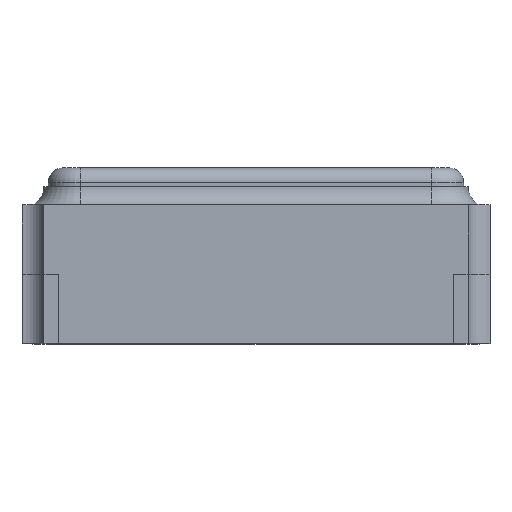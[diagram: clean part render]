
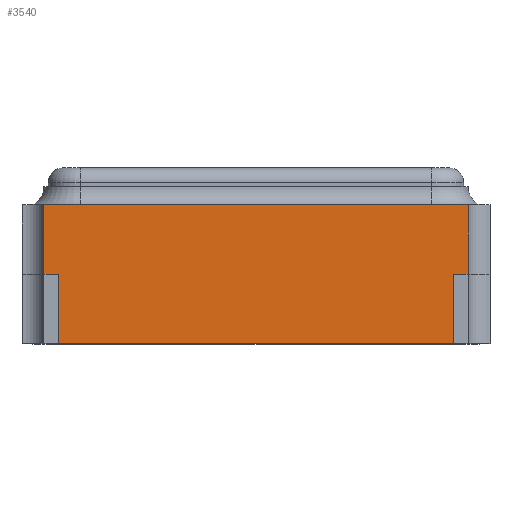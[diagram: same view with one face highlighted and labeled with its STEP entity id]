
A CAD part, top view. The second image highlights one B-rep face of the part: STEP entity #3540.
In plain terms, the highlighted planar face has unit normal (0, 0, 1).
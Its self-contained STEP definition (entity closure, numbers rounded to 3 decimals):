
#71 = VERTEX_POINT ( 'NONE', #1497 ) ;
#140 = VERTEX_POINT ( 'NONE', #408 ) ;
#176 = EDGE_CURVE ( 'NONE', #140, #893, #2284, .T. ) ;
#220 = CARTESIAN_POINT ( 'NONE',  ( -1.35, 0.473, 1.25 ) ) ;
#287 = ORIENTED_EDGE ( 'NONE', *, *, #4248, .F. ) ;
#292 = CARTESIAN_POINT ( 'NONE',  ( 0., 0.945, 1.25 ) ) ;
#361 = VERTEX_POINT ( 'NONE', #1190 ) ;
#408 = CARTESIAN_POINT ( 'NONE',  ( 1.35, 0.473, 1.25 ) ) ;
#436 = DIRECTION ( 'NONE',  ( 0., -1., 0. ) ) ;
#558 = LINE ( 'NONE', #3205, #2516 ) ;
#584 = CARTESIAN_POINT ( 'NONE',  ( -1.45, 0.473, 1.25 ) ) ;
#592 = LINE ( 'NONE', #1319, #4195 ) ;
#714 = PLANE ( 'NONE',  #2833 ) ;
#893 = VERTEX_POINT ( 'NONE', #2769 ) ;
#1062 = ORIENTED_EDGE ( 'NONE', *, *, #1841, .F. ) ;
#1098 = ORIENTED_EDGE ( 'NONE', *, *, #1768, .T. ) ;
#1124 = DIRECTION ( 'NONE',  ( 0., 0., -1. ) ) ;
#1190 = CARTESIAN_POINT ( 'NONE',  ( -1.45, 0.947, 1.25 ) ) ;
#1218 = CARTESIAN_POINT ( 'NONE',  ( 1.45, 0.945, 1.25 ) ) ;
#1316 = ORIENTED_EDGE ( 'NONE', *, *, #1925, .F. ) ;
#1319 = CARTESIAN_POINT ( 'NONE',  ( 0., 0.473, 1.25 ) ) ;
#1335 = VECTOR ( 'NONE', #4445, 1000. ) ;
#1497 = CARTESIAN_POINT ( 'NONE',  ( 1.45, 0.473, 1.25 ) ) ;
#1554 = ORIENTED_EDGE ( 'NONE', *, *, #4205, .F. ) ;
#1754 = LINE ( 'NONE', #4699, #4272 ) ;
#1768 = EDGE_CURVE ( 'NONE', #4801, #893, #3441, .T. ) ;
#1826 = VERTEX_POINT ( 'NONE', #3213 ) ;
#1841 = EDGE_CURVE ( 'NONE', #361, #3964, #4361, .T. ) ;
#1925 = EDGE_CURVE ( 'NONE', #71, #140, #1754, .T. ) ;
#1959 = VECTOR ( 'NONE', #1992, 1000. ) ;
#1992 = DIRECTION ( 'NONE',  ( 0., -1., 0. ) ) ;
#2025 = VERTEX_POINT ( 'NONE', #584 ) ;
#2029 = DIRECTION ( 'NONE',  ( -1., 0., 0. ) ) ;
#2041 = EDGE_CURVE ( 'NONE', #361, #2025, #558, .T. ) ;
#2284 = LINE ( 'NONE', #4520, #4078 ) ;
#2309 = LINE ( 'NONE', #1218, #1335 ) ;
#2311 = DIRECTION ( 'NONE',  ( 1., 0., 0. ) ) ;
#2516 = VECTOR ( 'NONE', #3228, 1000. ) ;
#2769 = CARTESIAN_POINT ( 'NONE',  ( 1.35, 0., 1.25 ) ) ;
#2827 = VECTOR ( 'NONE', #4105, 1000. ) ;
#2833 = AXIS2_PLACEMENT_3D ( 'NONE', #292, #1124, #3664 ) ;
#3184 = VECTOR ( 'NONE', #2311, 1000. ) ;
#3205 = CARTESIAN_POINT ( 'NONE',  ( -1.45, 0.945, 1.25 ) ) ;
#3213 = CARTESIAN_POINT ( 'NONE',  ( -1.35, 0.473, 1.25 ) ) ;
#3228 = DIRECTION ( 'NONE',  ( 0., -1., 0. ) ) ;
#3326 = EDGE_CURVE ( 'NONE', #1826, #4801, #4193, .T. ) ;
#3347 = CARTESIAN_POINT ( 'NONE',  ( -1.45, 0.947, 1.25 ) ) ;
#3441 = LINE ( 'NONE', #4133, #3184 ) ;
#3530 = DIRECTION ( 'NONE',  ( -1., 0., 0. ) ) ;
#3540 = ADVANCED_FACE ( 'NONE', ( #4039 ), #714, .F. ) ;
#3664 = DIRECTION ( 'NONE',  ( -1., 0., 0. ) ) ;
#3772 = CARTESIAN_POINT ( 'NONE',  ( -1.35, 0., 1.25 ) ) ;
#3944 = CARTESIAN_POINT ( 'NONE',  ( 1.45, 0.947, 1.25 ) ) ;
#3964 = VERTEX_POINT ( 'NONE', #3944 ) ;
#4032 = ORIENTED_EDGE ( 'NONE', *, *, #3326, .T. ) ;
#4039 = FACE_OUTER_BOUND ( 'NONE', #4094, .T. ) ;
#4078 = VECTOR ( 'NONE', #436, 1000. ) ;
#4094 = EDGE_LOOP ( 'NONE', ( #4138, #1316, #1554, #1062, #4199, #287, #4032, #1098 ) ) ;
#4105 = DIRECTION ( 'NONE',  ( 1., 0., 0. ) ) ;
#4133 = CARTESIAN_POINT ( 'NONE',  ( 0., 0., 1.25 ) ) ;
#4138 = ORIENTED_EDGE ( 'NONE', *, *, #176, .F. ) ;
#4193 = LINE ( 'NONE', #220, #1959 ) ;
#4195 = VECTOR ( 'NONE', #2029, 1000. ) ;
#4199 = ORIENTED_EDGE ( 'NONE', *, *, #2041, .T. ) ;
#4205 = EDGE_CURVE ( 'NONE', #3964, #71, #2309, .T. ) ;
#4248 = EDGE_CURVE ( 'NONE', #1826, #2025, #592, .T. ) ;
#4272 = VECTOR ( 'NONE', #3530, 1000. ) ;
#4361 = LINE ( 'NONE', #3347, #2827 ) ;
#4445 = DIRECTION ( 'NONE',  ( 0., -1., 0. ) ) ;
#4520 = CARTESIAN_POINT ( 'NONE',  ( 1.35, 0.473, 1.25 ) ) ;
#4699 = CARTESIAN_POINT ( 'NONE',  ( 0., 0.473, 1.25 ) ) ;
#4801 = VERTEX_POINT ( 'NONE', #3772 ) ;
